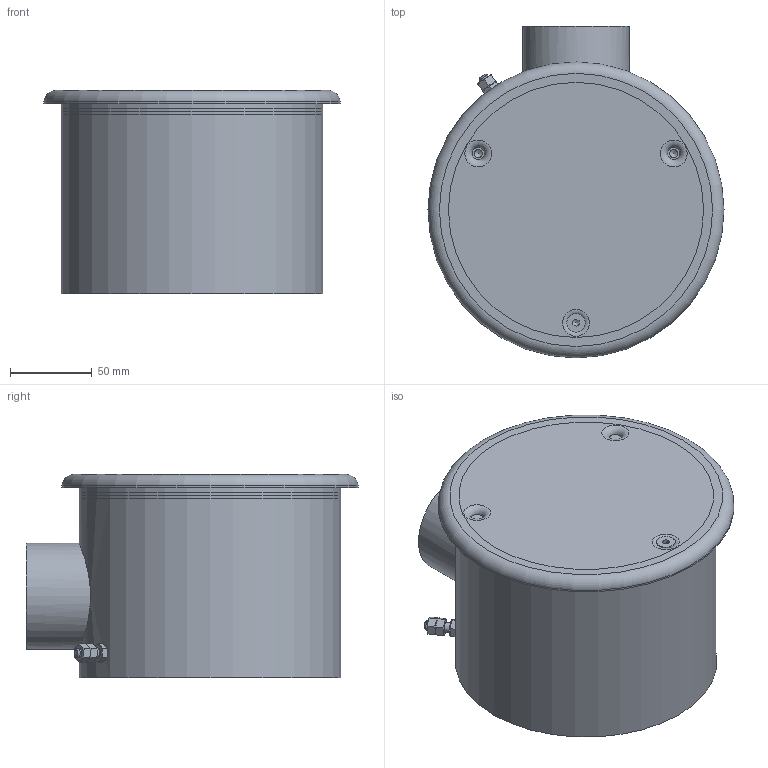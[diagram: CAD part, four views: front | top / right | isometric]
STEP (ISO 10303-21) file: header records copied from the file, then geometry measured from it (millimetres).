
FILE_DESCRIPTION(('STEP AP214'), '1');
FILE_NAME('Ð04-02 Äîííûé ñëèâ àíòèâèõðü d160 ïëåíêà', '2024-12-06T09:43:08', ('Runwill'), (''), 'C3D Converter', 'C3D Toolkit', '');
FILE_SCHEMA(('AUTOMOTIVE_DESIGN { 1 0 10303 214 3 1 1}'));
Length unit declared in the file: millimetre
Assembly tree (31 placements, depth 4):
  (unnamed)
    (unnamed)
      (unnamed)  x4
      (unnamed)  x2
      (unnamed)
      (unnamed)  x5
      (unnamed)
        (unnamed)
        (unnamed)  x2
    (unnamed)
    (unnamed)  x2
    (unnamed)  x3
    (unnamed)
    (unnamed)  x5
    (unnamed)
    (unnamed)
Bounding box: 181 x 203 x 124.2 mm (x, y, z)
Volume: 265294.2 mm3; surface area: 320259.3 mm2
Topology: 31 solids, 31 shells, 364 faces, 796 edges, 511 vertices
Faces by surface type: plane 164, cylinder 120, cone 49, torus 20, sphere 9, bspline 2
Full cylindrical faces by diameter (mm): 4.917 x14, 6 x11, 7.5 x48, 10 x13, 11.34 x1, 65 x1, 116 x4, 156 x2, 157.6 x1, 160 x4, 178 x1, 181 x1
Entity records: 15936 total; most frequent: CARTESIAN_POINT 10243, DIRECTION 937, ORIENTED_EDGE 738, AXIS2_PLACEMENT_3D 423, EDGE_LOOP 408, EDGE_CURVE 369, VERTEX_POINT 297, FACE_BOUND 230
